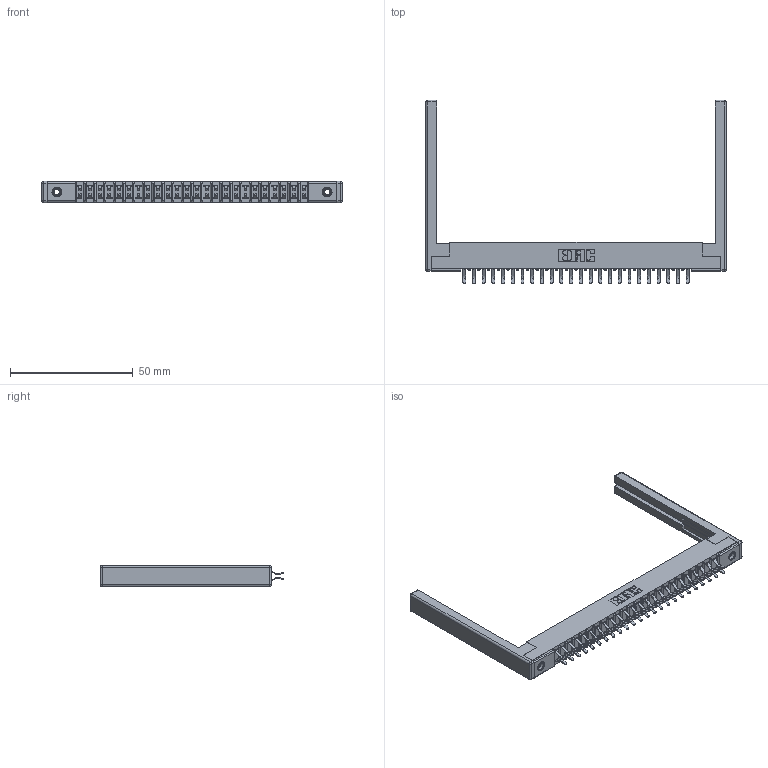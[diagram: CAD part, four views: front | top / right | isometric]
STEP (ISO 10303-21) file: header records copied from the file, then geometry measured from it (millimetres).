
FILE_DESCRIPTION (( 'STEP AP203' ), '1' );
FILE_NAME ('307-048-456-268.STEP', '2020-09-30T04:22:50', ( '' ), ( '' ), 'SwSTEP 2.0', 'SolidWorks 2020', '' );
FILE_SCHEMA (( 'CONFIG_CONTROL_DESIGN' ));
Length unit declared in the file: inch
Products named in the file (5): 345-250-001_345-250-001-102; 307-048-456-268; 307 Part_.156 Dia Mounting Holes; 307-220-068; 307-290-001_556
Assembly tree (53 placements, depth 2):
  307-048-456-268
    307 Part_.156 Dia Mounting Holes
    307-290-001_556  x48
    307-220-068  x2
    345-250-001_345-250-001-102  x2
Bounding box: 122.53 x 74.93 x 8.71 mm (x, y, z)
Volume: 12567.3 mm3; surface area: 18240.4 mm2
Topology: 53 solids, 53 shells, 2697 faces, 7529 edges, 4866 vertices
Faces by surface type: plane 1742, cylinder 881, sphere 58, cone 12, torus 4
Entity records: 26425 total; most frequent: CARTESIAN_POINT 4305, ORIENTED_EDGE 4256, DIRECTION 4240, EDGE_CURVE 2128, LINE 1622, VECTOR 1622, VERTEX_POINT 1374, AXIS2_PLACEMENT_3D 1309
